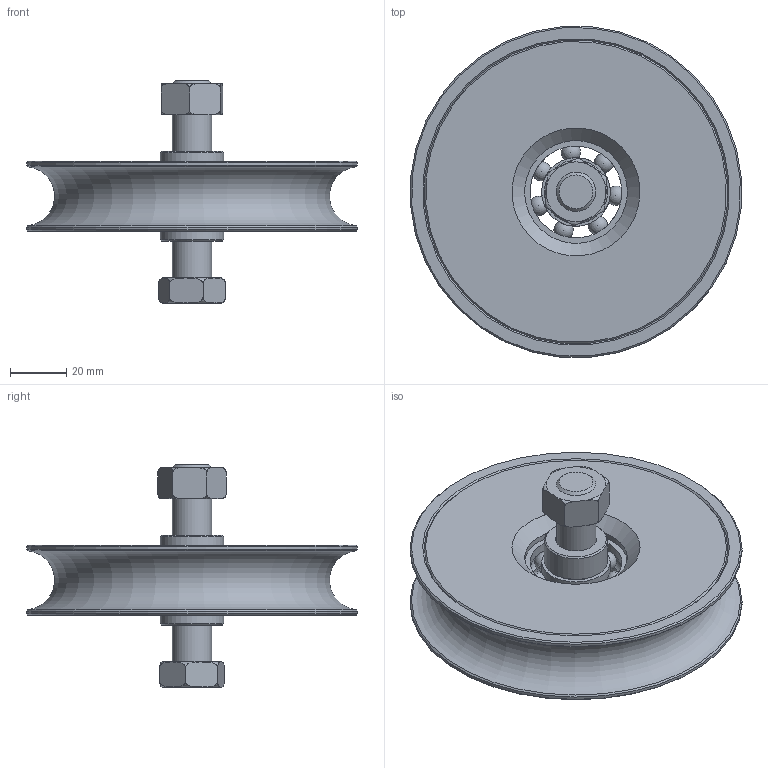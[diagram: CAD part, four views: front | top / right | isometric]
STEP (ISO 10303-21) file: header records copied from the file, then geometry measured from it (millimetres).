
FILE_DESCRIPTION(/* description */ (''),/* implementation_level */ '2;1');
FILE_NAME(/* name */ '20121R21.stp',/* time_stamp */ '2019-08-12T11:56:08+02:00',/* author */ ('DOMINIQUE'),/* organization */ (''),/* preprocessor_version */ 'ST-DEVELOPER v17.2',/* originating_system */ 'Autodesk Inventor 2019',/* authorisation */ '');
FILE_SCHEMA (('AUTOMOTIVE_DESIGN { 1 0 10303 214 3 1 1 }'));
Length unit declared in the file: millimetre
Products named in the file (1): 20121R21
Bounding box: 117.6 x 117.6 x 79 mm (x, y, z)
Volume: 214788.6 mm3; surface area: 51574.2 mm2
Topology: 6 solids, 6 shells, 128 faces, 374 edges, 254 vertices
Faces by surface type: plane 46, torus 33, cylinder 28, cone 14, sphere 7
Full cylindrical faces by diameter (mm): 11.835 x1, 14 x1, 14.5 x2, 17 x3, 22.5 x2, 24.36 x2, 32.64 x2, 36.5 x1, 40 x2, 40.4 x1, 45 x1, 118 x2
Entity records: 5586 total; most frequent: CARTESIAN_POINT 1989, ORIENTED_EDGE 720, DIRECTION 704, EDGE_CURVE 360, AXIS2_PLACEMENT_3D 309, VERTEX_POINT 254, CIRCLE 180, EDGE_LOOP 162
